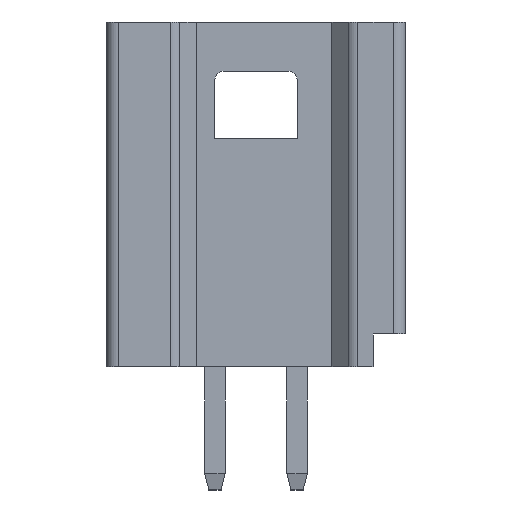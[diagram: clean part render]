
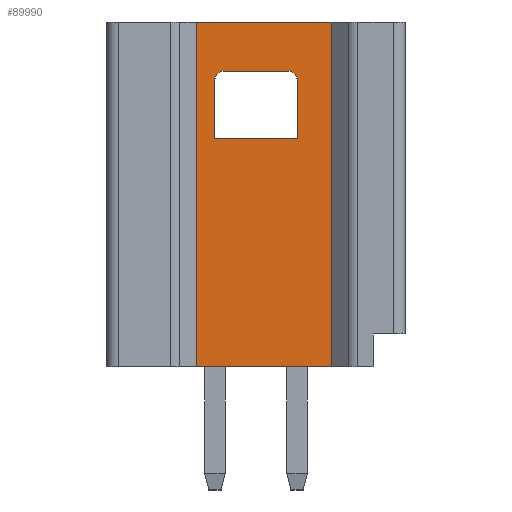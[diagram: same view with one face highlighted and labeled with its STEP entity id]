
A CAD part, left-side view. The second image highlights one B-rep face of the part: STEP entity #89990.
In plain terms, the highlighted face is planar.
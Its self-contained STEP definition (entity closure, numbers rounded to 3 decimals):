
#4960=CARTESIAN_POINT('',(-0.114,-4.531,11.2));
#4970=VERTEX_POINT('',#4960);
#5000=CARTESIAN_POINT('',(0.,-4.531,11.2));
#5010=DIRECTION('',(1.,0.,0.));
#5020=VECTOR('',#5010,1.);
#5030=LINE('',#5000,#5020);
#5040=CARTESIAN_POINT('',(-3.414,-4.531,11.2));
#5050=VERTEX_POINT('',#5040);
#5060=EDGE_CURVE('',#5050,#4970,#5030,.T.);
#87790=CARTESIAN_POINT('',(-0.114,3.869,11.2));
#87800=VERTEX_POINT('',#87790);
#87830=CARTESIAN_POINT('',(-0.114,0.,11.2));
#87840=DIRECTION('',(0.,1.,0.));
#87850=VECTOR('',#87840,1.);
#87860=LINE('',#87830,#87850);
#87870=EDGE_CURVE('',#4970,#87800,#87860,.T.);
#88140=CARTESIAN_POINT('',(-3.414,3.869,11.2));
#88150=VERTEX_POINT('',#88140);
#88180=CARTESIAN_POINT('',(0.,3.869,11.2))
;
#88190=DIRECTION('',(-1.,0.,0.));
#88200=VECTOR('',#88190,1.);
#88210=LINE('',#88180,#88200);
#88220=EDGE_CURVE('',#87800,#88150,#88210,.T.);
#89310=CARTESIAN_POINT('',(-0.026,-4.746,11.2));
#89320=DIRECTION('',(0.,0.,-1.));
#89330=DIRECTION('',(-1.,0.,0.));
#89340=AXIS2_PLACEMENT_3D('',#89310,#89320,#89330);
#89350=PLANE('',#89340);
#89360=CARTESIAN_POINT('',(-1.164,-3.131,11.2));
#89370=DIRECTION('',(0.,0.,1.));
#89380=DIRECTION('',(1.,0.,0.));
#89390=AXIS2_PLACEMENT_3D('',#89360,#89370,#89380);
#89400=CIRCLE('',#89390,0.2);
#89410=CARTESIAN_POINT('',(-1.164,-3.331,11.2));
#89420=VERTEX_POINT('',#89410);
#89430=CARTESIAN_POINT('',(-0.964,-3.131,11.2));
#89440=VERTEX_POINT('',#89430);
#89450=EDGE_CURVE('',#89420,#89440,#89400,.T.);
#89460=ORIENTED_EDGE('',*,*,#89450,.T.);
#89470=CARTESIAN_POINT('',(0.,-3.331,11.2))
;
#89480=DIRECTION('',(-1.,0.,0.));
#89490=VECTOR('',#89480,1.);
#89500=LINE('',#89470,#89490);
#89510=CARTESIAN_POINT('',(-2.764,-3.331,11.2));
#89520=VERTEX_POINT('',#89510);
#89530=EDGE_CURVE('',#89420,#89520,#89500,.T.);
#89540=ORIENTED_EDGE('',*,*,#89530,.F.);
#89550=CARTESIAN_POINT('',(-2.764,-3.131,11.2));
#89560=DIRECTION('',(0.,0.,1.));
#89570=DIRECTION('',(1.,0.,0.));
#89580=AXIS2_PLACEMENT_3D('',#89550,#89560,#89570);
#89590=CIRCLE('',#89580,0.2);
#89600=CARTESIAN_POINT('',(-2.964,-3.131,11.2));
#89610=VERTEX_POINT('',#89600);
#89620=EDGE_CURVE('',#89610,#89520,#89590,.T.);
#89630=ORIENTED_EDGE('',*,*,#89620,.T.);
#89640=CARTESIAN_POINT('',(-2.964,0.,11.2));
#89650=DIRECTION('',(0.,-1.,0.));
#89660=VECTOR('',#89650,1.);
#89670=LINE('',#89640,#89660);
#89680=CARTESIAN_POINT('',(-2.964,-1.681,11.2));
#89690=VERTEX_POINT('',#89680);
#89700=EDGE_CURVE('',#89690,#89610,#89670,.T.);
#89710=ORIENTED_EDGE('',*,*,#89700,.T.);
#89720=CARTESIAN_POINT('',(0.,-1.681,11.2)
);
#89730=DIRECTION('',(-1.,0.,0.));
#89740=VECTOR('',#89730,1.);
#89750=LINE('',#89720,#89740);
#89760=CARTESIAN_POINT('',(-0.964,-1.681,11.2));
#89770=VERTEX_POINT('',#89760);
#89780=EDGE_CURVE('',#89770,#89690,#89750,.T.);
#89790=ORIENTED_EDGE('',*,*,#89780,.T.);
#89800=CARTESIAN_POINT('',(-0.964,0.,11.2));
#89810=DIRECTION('',(0.,-1.,0.));
#89820=VECTOR('',#89810,1.);
#89830=LINE('',#89800,#89820);
#89840=EDGE_CURVE('',#89770,#89440,#89830,.T.);
#89850=ORIENTED_EDGE('',*,*,#89840,.F.);
#89860=EDGE_LOOP('',(#89850,#89790,#89710,#89630,#89540,#89460));
#89870=FACE_BOUND('',#89860,.T.);
#89880=ORIENTED_EDGE('',*,*,#87870,.F.);
#89890=ORIENTED_EDGE('',*,*,#88220,.F.);
#89900=CARTESIAN_POINT('',(-3.414,0.,11.2));
#89910=DIRECTION('',(0.,1.,0.));
#89920=VECTOR('',#89910,1.);
#89930=LINE('',#89900,#89920);
#89940=EDGE_CURVE('',#5050,#88150,#89930,.T.);
#89950=ORIENTED_EDGE('',*,*,#89940,.T.);
#89960=ORIENTED_EDGE('',*,*,#5060,.F.);
#89970=EDGE_LOOP('',(#89960,#89950,#89890,#89880));
#89980=FACE_OUTER_BOUND('',#89970,.T.);
#89990=ADVANCED_FACE('',(#89870,#89980),#89350,.T.);
